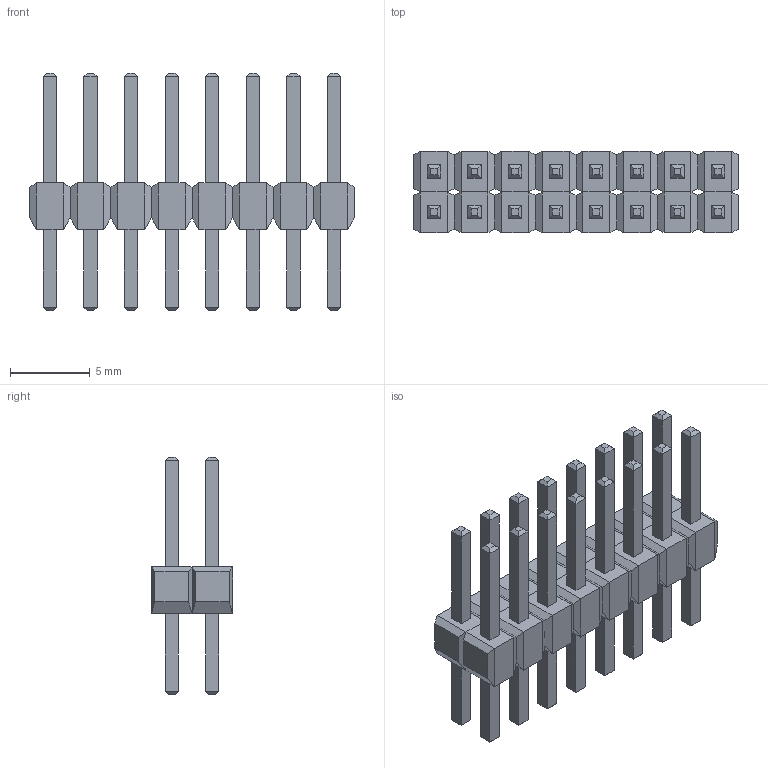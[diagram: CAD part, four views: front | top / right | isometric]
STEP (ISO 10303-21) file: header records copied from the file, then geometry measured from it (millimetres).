
FILE_DESCRIPTION(('STEP AP214'),'1');
FILE_NAME('CONN_68602-116HLF_AMP','2023-03-12T18:03:23',(''),(''),'','','');
FILE_SCHEMA(('AUTOMOTIVE_DESIGN'));
Length unit declared in the file: millimetre
Products named in the file (1): product
Bounding box: 20.32 x 5.08 x 14.86 mm (x, y, z)
Volume: 409.9 mm3; surface area: 1155.7 mm2
Topology: 34 solids, 34 shells, 516 faces, 1032 edges, 584 vertices
Faces by surface type: plane 516
Entity records: 12129 total; most frequent: DIRECTION 2066, ORIENTED_EDGE 2064, CARTESIAN_POINT 1101, EDGE_CURVE 1032, LINE 1032, VECTOR 1032, VERTEX_POINT 584, AXIS2_PLACEMENT_3D 517
